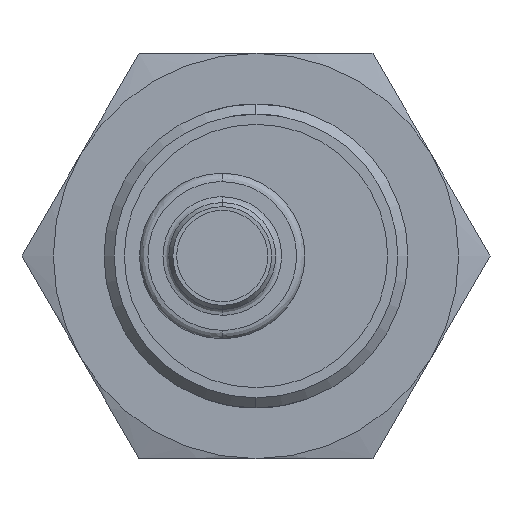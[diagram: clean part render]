
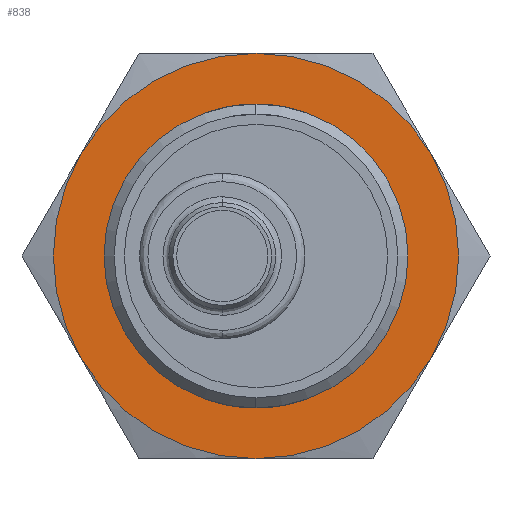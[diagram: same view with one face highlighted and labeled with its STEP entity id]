
A CAD part, left-side view. The second image highlights one B-rep face of the part: STEP entity #838.
In plain terms, the highlighted planar face has unit normal (-1, 0, 0).
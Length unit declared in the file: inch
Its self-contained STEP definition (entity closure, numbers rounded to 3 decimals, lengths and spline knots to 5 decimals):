
#2 = ORIENTED_EDGE ( 'NONE', *, *, #927, .T. ) ;
#10 = DIRECTION ( 'NONE',  ( 0., 0., -1. ) ) ;
#69 = AXIS2_PLACEMENT_3D ( 'NONE', #878, #239, #887 ) ;
#101 = AXIS2_PLACEMENT_3D ( 'NONE', #1105, #1473, #473 ) ;
#116 = CARTESIAN_POINT ( 'NONE',  ( 0.98425, 0., 0. ) ) ;
#129 = EDGE_CURVE ( 'NONE', #981, #1803, #591, .T. ) ;
#147 = FACE_OUTER_BOUND ( 'NONE', #1786, .T. ) ;
#184 = CARTESIAN_POINT ( 'NONE',  ( 0.98425, 0., 0.35433 ) ) ;
#199 = EDGE_CURVE ( 'NONE', #1357, #839, #222, .T. ) ;
#222 = CIRCLE ( 'NONE', #400, 0.47244 ) ;
#239 = DIRECTION ( 'NONE',  ( -1., 0., 0. ) ) ;
#400 = AXIS2_PLACEMENT_3D ( 'NONE', #116, #938, #770 ) ;
#419 = EDGE_CURVE ( 'NONE', #839, #1513, #2068, .T. ) ;
#455 = EDGE_CURVE ( 'NONE', #1803, #1357, #1838, .T. ) ;
#458 = AXIS2_PLACEMENT_3D ( 'NONE', #1876, #1021, #1490 ) ;
#472 = ORIENTED_EDGE ( 'NONE', *, *, #2145, .T. ) ;
#473 = DIRECTION ( 'NONE',  ( 0., 0., 1. ) ) ;
#559 = CIRCLE ( 'NONE', #950, 0.47244 ) ;
#591 = CIRCLE ( 'NONE', #69, 0.47244 ) ;
#595 = DIRECTION ( 'NONE',  ( 0., 0., 1. ) ) ;
#691 = CARTESIAN_POINT ( 'NONE',  ( 0.98425, 0., -0.47244 ) ) ;
#692 = VERTEX_POINT ( 'NONE', #924 ) ;
#700 = ORIENTED_EDGE ( 'NONE', *, *, #455, .T. ) ;
#755 = AXIS2_PLACEMENT_3D ( 'NONE', #1001, #1149, #10 ) ;
#770 = DIRECTION ( 'NONE',  ( 0., 0., -1. ) ) ;
#788 = CARTESIAN_POINT ( 'NONE',  ( 0.98425, 0.40915, -0.23622 ) ) ;
#838 = ADVANCED_FACE ( 'NONE', ( #147, #1474 ), #1811, .T. ) ;
#839 = VERTEX_POINT ( 'NONE', #1445 ) ;
#870 = CIRCLE ( 'NONE', #755, 0.47244 ) ;
#878 = CARTESIAN_POINT ( 'NONE',  ( 0.98425, 0., 0. ) ) ;
#887 = DIRECTION ( 'NONE',  ( 0., 0., -1. ) ) ;
#908 = CARTESIAN_POINT ( 'NONE',  ( 0.98425, 0.40915, 0.23622 ) ) ;
#924 = CARTESIAN_POINT ( 'NONE',  ( 0.98425, 0., 0.47244 ) ) ;
#927 = EDGE_CURVE ( 'NONE', #1866, #1279, #1091, .T. ) ;
#938 = DIRECTION ( 'NONE',  ( -1., 0., 0. ) ) ;
#945 = ORIENTED_EDGE ( 'NONE', *, *, #2108, .T. ) ;
#947 = AXIS2_PLACEMENT_3D ( 'NONE', #1168, #995, #1173 ) ;
#950 = AXIS2_PLACEMENT_3D ( 'NONE', #1541, #1397, #1404 ) ;
#975 = ORIENTED_EDGE ( 'NONE', *, *, #1894, .T. ) ;
#981 = VERTEX_POINT ( 'NONE', #908 ) ;
#995 = DIRECTION ( 'NONE',  ( -1., 0., 0. ) ) ;
#1001 = CARTESIAN_POINT ( 'NONE',  ( 0.98425, 0., 0. ) ) ;
#1005 = CIRCLE ( 'NONE', #1664, 0.35433 ) ;
#1021 = DIRECTION ( 'NONE',  ( -1., 0., 0. ) ) ;
#1043 = CARTESIAN_POINT ( 'NONE',  ( 0.98425, 0., 0. ) ) ;
#1091 = CIRCLE ( 'NONE', #1626, 0.35433 ) ;
#1105 = CARTESIAN_POINT ( 'NONE',  ( 0.98425, 0.23622, 0. ) ) ;
#1149 = DIRECTION ( 'NONE',  ( -1., 0., 0. ) ) ;
#1168 = CARTESIAN_POINT ( 'NONE',  ( 0.98425, 0., 0. ) ) ;
#1173 = DIRECTION ( 'NONE',  ( 0., 0., -1. ) ) ;
#1196 = DIRECTION ( 'NONE',  ( 1., 0., 0. ) ) ;
#1204 = DIRECTION ( 'NONE',  ( 1., 0., 0. ) ) ;
#1279 = VERTEX_POINT ( 'NONE', #184 ) ;
#1357 = VERTEX_POINT ( 'NONE', #691 ) ;
#1397 = DIRECTION ( 'NONE',  ( -1., 0., 0. ) ) ;
#1404 = DIRECTION ( 'NONE',  ( 0., 0., -1. ) ) ;
#1445 = CARTESIAN_POINT ( 'NONE',  ( 0.98425, -0.40915, -0.23622 ) ) ;
#1473 = DIRECTION ( 'NONE',  ( -1., 0., 0. ) ) ;
#1474 = FACE_BOUND ( 'NONE', #2122, .T. ) ;
#1490 = DIRECTION ( 'NONE',  ( 0., 0., -1. ) ) ;
#1513 = VERTEX_POINT ( 'NONE', #1514 ) ;
#1514 = CARTESIAN_POINT ( 'NONE',  ( 0.98425, -0.40915, 0.23622 ) ) ;
#1524 = CARTESIAN_POINT ( 'NONE',  ( 0.98425, 0., 0. ) ) ;
#1541 = CARTESIAN_POINT ( 'NONE',  ( 0.98425, 0., 0. ) ) ;
#1626 = AXIS2_PLACEMENT_3D ( 'NONE', #1043, #1204, #595 ) ;
#1633 = CARTESIAN_POINT ( 'NONE',  ( 0.98425, 0., -0.35433 ) ) ;
#1664 = AXIS2_PLACEMENT_3D ( 'NONE', #1524, #1196, #1677 ) ;
#1677 = DIRECTION ( 'NONE',  ( 0., 0., 1. ) ) ;
#1718 = ORIENTED_EDGE ( 'NONE', *, *, #129, .T. ) ;
#1760 = ORIENTED_EDGE ( 'NONE', *, *, #419, .T. ) ;
#1786 = EDGE_LOOP ( 'NONE', ( #975, #472, #1718, #700, #2038, #1760 ) ) ;
#1803 = VERTEX_POINT ( 'NONE', #788 ) ;
#1811 = PLANE ( 'NONE',  #101 ) ;
#1838 = CIRCLE ( 'NONE', #947, 0.47244 ) ;
#1866 = VERTEX_POINT ( 'NONE', #1633 ) ;
#1876 = CARTESIAN_POINT ( 'NONE',  ( 0.98425, 0., 0. ) ) ;
#1894 = EDGE_CURVE ( 'NONE', #1513, #692, #870, .T. ) ;
#2038 = ORIENTED_EDGE ( 'NONE', *, *, #199, .T. ) ;
#2068 = CIRCLE ( 'NONE', #458, 0.47244 ) ;
#2108 = EDGE_CURVE ( 'NONE', #1279, #1866, #1005, .T. ) ;
#2122 = EDGE_LOOP ( 'NONE', ( #945, #2 ) ) ;
#2145 = EDGE_CURVE ( 'NONE', #692, #981, #559, .T. ) ;
